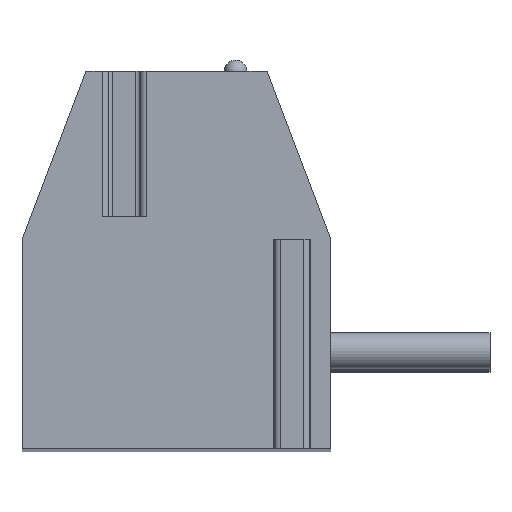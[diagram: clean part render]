
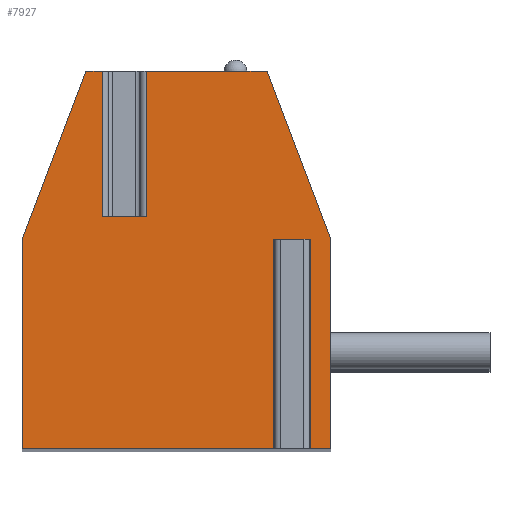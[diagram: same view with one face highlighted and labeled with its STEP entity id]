
A CAD part, top view. The second image highlights one B-rep face of the part: STEP entity #7927.
In plain terms, the highlighted planar face has unit normal (0, 0, 1).
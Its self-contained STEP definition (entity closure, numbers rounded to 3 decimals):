
#13=DIRECTION('',(0.,1.,0.));
#14=VECTOR('',#13,3.2);
#15=CARTESIAN_POINT('',(-1.636,1.,40.005));
#16=LINE('',#15,#14);
#17=DIRECTION('',(1.,0.,0.));
#18=VECTOR('',#17,0.972);
#19=CARTESIAN_POINT('',(-1.636,1.,40.005));
#20=LINE('',#19,#18);
#21=DIRECTION('',(0.,1.,0.));
#22=VECTOR('',#21,3.2);
#23=CARTESIAN_POINT('',(-0.664,1.,40.005));
#24=LINE('',#23,#22);
#25=DIRECTION('',(-1.,0.,0.));
#26=VECTOR('',#25,2.659);
#27=CARTESIAN_POINT('',(1.995,4.2,40.005));
#28=LINE('',#27,#26);
#29=DIRECTION('',(-0.355,0.935,0.));
#30=VECTOR('',#29,3.958);
#31=CARTESIAN_POINT('',(3.4,0.5,40.005));
#32=LINE('',#31,#30);
#33=DIRECTION('',(0.,1.,0.));
#34=VECTOR('',#33,4.6);
#35=CARTESIAN_POINT('',(3.4,-4.1,40.005));
#36=LINE('',#35,#34);
#37=DIRECTION('',(1.,0.,0.));
#38=VECTOR('',#37,0.625);
#39=CARTESIAN_POINT('',(2.775,-4.1,40.005));
#40=LINE('',#39,#38);
#41=DIRECTION('',(0.,1.,0.));
#42=VECTOR('',#41,4.6);
#43=CARTESIAN_POINT('',(2.775,-4.1,40.005));
#44=LINE('',#43,#42);
#45=DIRECTION('',(-1.,0.,0.));
#46=VECTOR('',#45,0.45);
#47=CARTESIAN_POINT('',(2.775,0.5,40.005));
#48=LINE('',#47,#46);
#49=DIRECTION('',(0.,1.,0.));
#50=VECTOR('',#49,4.6);
#51=CARTESIAN_POINT('',(2.325,-4.1,40.005));
#52=LINE('',#51,#50);
#53=DIRECTION('',(1.,0.,0.));
#54=VECTOR('',#53,5.725);
#55=CARTESIAN_POINT('',(-3.4,-4.1,40.005));
#56=LINE('',#55,#54);
#57=DIRECTION('',(0.,-1.,0.));
#58=VECTOR('',#57,4.6);
#59=CARTESIAN_POINT('',(-3.4,0.5,40.005));
#60=LINE('',#59,#58);
#61=DIRECTION('',(-0.355,-0.935,0.));
#62=VECTOR('',#61,3.958);
#63=CARTESIAN_POINT('',(-1.995,4.2,40.005));
#64=LINE('',#63,#62);
#65=DIRECTION('',(-1.,0.,0.));
#66=VECTOR('',#65,0.359);
#67=CARTESIAN_POINT('',(-1.636,4.2,40.005));
#68=LINE('',#67,#66);
#6228=CARTESIAN_POINT('',(-1.995,4.2,40.005));
#6229=CARTESIAN_POINT('',(-3.4,0.5,40.005));
#6230=VERTEX_POINT('',#6228);
#6231=VERTEX_POINT('',#6229);
#6232=CARTESIAN_POINT('',(-3.4,-4.1,40.005));
#6233=VERTEX_POINT('',#6232);
#6234=CARTESIAN_POINT('',(3.4,-4.1,40.005));
#6235=CARTESIAN_POINT('',(3.4,0.5,40.005));
#6236=VERTEX_POINT('',#6234);
#6237=VERTEX_POINT('',#6235);
#6238=CARTESIAN_POINT('',(1.995,4.2,40.005));
#6239=VERTEX_POINT('',#6238);
#6276=CARTESIAN_POINT('',(2.775,0.5,40.005));
#6277=CARTESIAN_POINT('',(2.325,0.5,40.005));
#6278=VERTEX_POINT('',#6276);
#6279=VERTEX_POINT('',#6277);
#6280=CARTESIAN_POINT('',(2.325,-4.1,40.005));
#6281=VERTEX_POINT('',#6280);
#6282=CARTESIAN_POINT('',(2.775,-4.1,40.005));
#6283=VERTEX_POINT('',#6282);
#6344=CARTESIAN_POINT('',(-1.636,1.,40.005));
#6345=CARTESIAN_POINT('',(-1.636,4.2,40.005));
#6346=VERTEX_POINT('',#6344);
#6347=VERTEX_POINT('',#6345);
#6348=CARTESIAN_POINT('',(-0.664,1.,40.005));
#6349=CARTESIAN_POINT('',(-0.664,4.2,40.005));
#6350=VERTEX_POINT('',#6348);
#6351=VERTEX_POINT('',#6349);
#7892=CARTESIAN_POINT('',(0.,0.,40.005));
#7893=DIRECTION('',(0.,0.,1.));
#7894=DIRECTION('',(1.,0.,0.));
#7895=AXIS2_PLACEMENT_3D('',#7892,#7893,#7894);
#7896=PLANE('',#7895);
#7898=ORIENTED_EDGE('',*,*,#7897,.F.);
#7900=ORIENTED_EDGE('',*,*,#7899,.T.);
#7902=ORIENTED_EDGE('',*,*,#7901,.T.);
#7904=ORIENTED_EDGE('',*,*,#7903,.F.);
#7906=ORIENTED_EDGE('',*,*,#7905,.F.);
#7908=ORIENTED_EDGE('',*,*,#7907,.F.);
#7910=ORIENTED_EDGE('',*,*,#7909,.F.);
#7912=ORIENTED_EDGE('',*,*,#7911,.T.);
#7914=ORIENTED_EDGE('',*,*,#7913,.T.);
#7916=ORIENTED_EDGE('',*,*,#7915,.F.);
#7918=ORIENTED_EDGE('',*,*,#7917,.F.);
#7920=ORIENTED_EDGE('',*,*,#7919,.F.);
#7922=ORIENTED_EDGE('',*,*,#7921,.F.);
#7924=ORIENTED_EDGE('',*,*,#7923,.F.);
#7925=EDGE_LOOP('',(#7898,#7900,#7902,#7904,#7906,#7908,#7910,#7912,#7914,#7916,
#7918,#7920,#7922,#7924));
#7926=FACE_OUTER_BOUND('',#7925,.F.);
#7897=EDGE_CURVE('',#6346,#6347,#16,.T.);
#7899=EDGE_CURVE('',#6346,#6350,#20,.T.);
#7901=EDGE_CURVE('',#6350,#6351,#24,.T.);
#7903=EDGE_CURVE('',#6239,#6351,#28,.T.);
#7905=EDGE_CURVE('',#6237,#6239,#32,.T.);
#7907=EDGE_CURVE('',#6236,#6237,#36,.T.);
#7909=EDGE_CURVE('',#6283,#6236,#40,.T.);
#7911=EDGE_CURVE('',#6283,#6278,#44,.T.);
#7913=EDGE_CURVE('',#6278,#6279,#48,.T.);
#7915=EDGE_CURVE('',#6281,#6279,#52,.T.);
#7917=EDGE_CURVE('',#6233,#6281,#56,.T.);
#7919=EDGE_CURVE('',#6231,#6233,#60,.T.);
#7921=EDGE_CURVE('',#6230,#6231,#64,.T.);
#7923=EDGE_CURVE('',#6347,#6230,#68,.T.);
#7927=ADVANCED_FACE('',(#7926),#7896,.T.);
